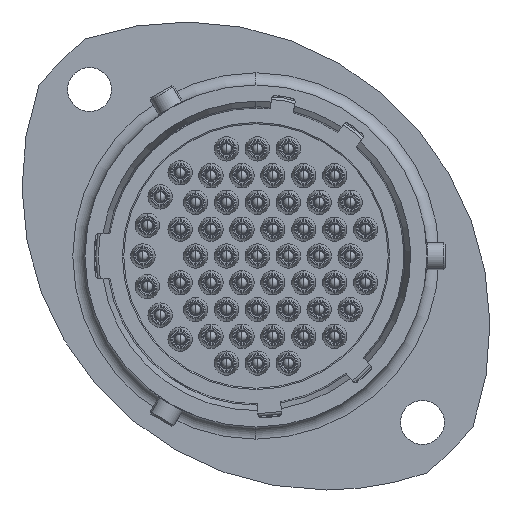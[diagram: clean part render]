
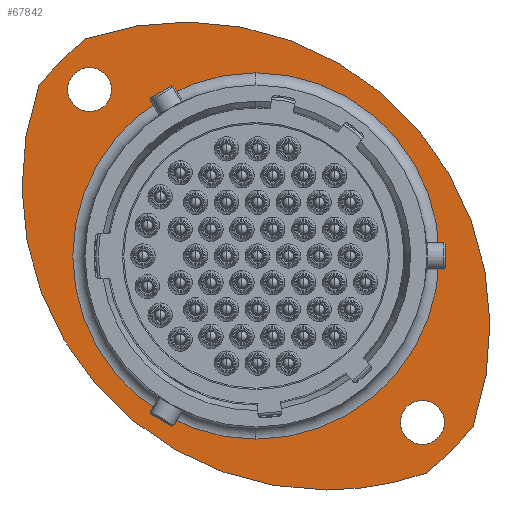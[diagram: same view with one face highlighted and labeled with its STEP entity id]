
A CAD part, left-side view. The second image highlights one B-rep face of the part: STEP entity #67842.
In plain terms, the highlighted planar face has unit normal (-1, 0, 0).
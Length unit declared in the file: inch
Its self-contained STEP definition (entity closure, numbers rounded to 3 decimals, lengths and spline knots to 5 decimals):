
#25340 = CARTESIAN_POINT ( 'NONE',  ( 0.22853, -0.3102, -0.58694 ) ) ;
#25383 = CARTESIAN_POINT ( 'NONE',  ( 0.22853, -0.3102, -0.7149 ) ) ;
#25417 = CARTESIAN_POINT ( 'NONE',  ( 0.22853, -0.03042, -0.84774 ) ) ;
#27057 = CARTESIAN_POINT ( 'NONE',  ( 0.22853, 0.65859, 0.38185 ) ) ;
#27072 = CARTESIAN_POINT ( 'NONE',  ( 0.22853, 0.1742, -0.69979 ) ) ;
#27082 = CARTESIAN_POINT ( 'NONE',  ( 0.22853, 0.1742, 0.36674 ) ) ;
#27103 = CARTESIAN_POINT ( 'NONE',  ( 0.22853, -0.32129, -0.79862 ) ) ;
#27117 = CARTESIAN_POINT ( 'NONE',  ( 0.22853, 0.65859, 0.25389 ) ) ;
#27260 = CARTESIAN_POINT ( 'NONE',  ( 0.22853, 0.66968, 0.46557 ) ) ;
#27299 = CARTESIAN_POINT ( 'NONE',  ( 0.22853, 0.80629, 0.32896 ) ) ;
#27574 = CARTESIAN_POINT ( 'NONE',  ( 0.22853, -0.4579, -0.66201 ) ) ;
#30946 = AXIS2_PLACEMENT_3D ( 'NONE', #33823, #33824, #33825 ) ;
#33788 = PLANE ( 'NONE',  #30946 ) ;
#33789 = FACE_BOUND ( 'NONE', #65858, .T. ) ;
#33793 = FACE_BOUND ( 'NONE', #65972, .T. ) ;
#33797 = FACE_BOUND ( 'NONE', #64948, .T. ) ;
#33800 = FACE_OUTER_BOUND ( 'NONE', #64909, .T. ) ;
#33823 = CARTESIAN_POINT ( 'NONE',  ( 0.22853, 0.67203, -0.16652 ) ) ;
#33824 = DIRECTION ( 'NONE',  ( 1., 0., 0. ) ) ;
#33825 = DIRECTION ( 'NONE',  ( 0., 0., -1. ) ) ;
#53686 = ORIENTED_EDGE ( 'NONE', *, *, #56128, .F. ) ;
#53687 = ORIENTED_EDGE ( 'NONE', *, *, #56357, .F. ) ;
#53688 = ORIENTED_EDGE ( 'NONE', *, *, #56320, .T. ) ;
#53689 = ORIENTED_EDGE ( 'NONE', *, *, #55990, .T. ) ;
#53690 = ORIENTED_EDGE ( 'NONE', *, *, #55956, .F. ) ;
#53691 = ORIENTED_EDGE ( 'NONE', *, *, #56311, .F. ) ;
#53692 = ORIENTED_EDGE ( 'NONE', *, *, #56293, .T. ) ;
#53693 = ORIENTED_EDGE ( 'NONE', *, *, #55980, .T. ) ;
#53694 = ORIENTED_EDGE ( 'NONE', *, *, #56317, .T. ) ;
#53695 = ORIENTED_EDGE ( 'NONE', *, *, #56314, .T. ) ;
#53696 = ORIENTED_EDGE ( 'NONE', *, *, #56374, .T. ) ;
#55956 = EDGE_CURVE ( 'NONE', #66151, #66113, #78899, .T. ) ;
#55980 = EDGE_CURVE ( 'NONE', #63783, #66143, #78981, .T. ) ;
#55990 = EDGE_CURVE ( 'NONE', #66129, #66123, #79014, .T. ) ;
#56128 = EDGE_CURVE ( 'NONE', #63747, #63714, #79423, .T. ) ;
#56293 = EDGE_CURVE ( 'NONE', #66283, #63783, #80091, .T. ) ;
#56311 = EDGE_CURVE ( 'NONE', #66113, #66151, #80138, .T. ) ;
#56314 = EDGE_CURVE ( 'NONE', #66457, #66257, #80134, .T. ) ;
#56317 = EDGE_CURVE ( 'NONE', #66143, #66457, #80155, .T. ) ;
#56320 = EDGE_CURVE ( 'NONE', #66123, #66129, #80164, .T. ) ;
#56357 = EDGE_CURVE ( 'NONE', #63714, #63747, #80231, .T. ) ;
#56374 = EDGE_CURVE ( 'NONE', #66257, #66283, #80253, .T. ) ;
#63714 = VERTEX_POINT ( 'NONE', #25340 ) ;
#63747 = VERTEX_POINT ( 'NONE', #25383 ) ;
#63783 = VERTEX_POINT ( 'NONE', #25417 ) ;
#64909 = EDGE_LOOP ( 'NONE', ( #53692, #53693, #53694, #53695, #53696 ) ) ;
#64948 = EDGE_LOOP ( 'NONE', ( #53690, #53691 ) ) ;
#65858 = EDGE_LOOP ( 'NONE', ( #53686, #53687 ) ) ;
#65972 = EDGE_LOOP ( 'NONE', ( #53688, #53689 ) ) ;
#66113 = VERTEX_POINT ( 'NONE', #27057 ) ;
#66123 = VERTEX_POINT ( 'NONE', #27072 ) ;
#66129 = VERTEX_POINT ( 'NONE', #27082 ) ;
#66143 = VERTEX_POINT ( 'NONE', #27103 ) ;
#66151 = VERTEX_POINT ( 'NONE', #27117 ) ;
#66257 = VERTEX_POINT ( 'NONE', #27260 ) ;
#66283 = VERTEX_POINT ( 'NONE', #27299 ) ;
#66457 = VERTEX_POINT ( 'NONE', #27574 ) ;
#67842 = ADVANCED_FACE ( 'NONE', ( #33789, #33793, #33797, #33800 ), #33788, .F. ) ;
#74808 = CARTESIAN_POINT ( 'NONE',  ( 0.22853, 0.65859, 0.31787 ) ) ;
#74810 = DIRECTION ( 'NONE',  ( -1., 0., 0. ) ) ;
#74812 = DIRECTION ( 'NONE',  ( 0., 0., -1. ) ) ;
#75083 = CARTESIAN_POINT ( 'NONE',  ( 0.22853, -0.03042, 0.03809 ) ) ;
#75086 = DIRECTION ( 'NONE',  ( -1., 0., 0. ) ) ;
#75089 = DIRECTION ( 'NONE',  ( 0., 0., -1. ) ) ;
#75181 = CARTESIAN_POINT ( 'NONE',  ( 0.22853, 0.1742, -0.16652 ) ) ;
#75184 = DIRECTION ( 'NONE',  ( 1., 0., 0. ) ) ;
#75187 = DIRECTION ( 'NONE',  ( 0., 0., -1. ) ) ;
#78899 = CIRCLE ( 'NONE', #78910, 0.06398 ) ;
#78910 = AXIS2_PLACEMENT_3D ( 'NONE', #74808, #74810, #74812 ) ;
#78981 = CIRCLE ( 'NONE', #78990, 0.88583 ) ;
#78990 = AXIS2_PLACEMENT_3D ( 'NONE', #75083, #75086, #75089 ) ;
#79014 = CIRCLE ( 'NONE', #79022, 0.53327 ) ;
#79022 = AXIS2_PLACEMENT_3D ( 'NONE', #75181, #75184, #75187 ) ;
#79423 = CIRCLE ( 'NONE', #79427, 0.06398 ) ;
#79427 = AXIS2_PLACEMENT_3D ( 'NONE', #81255, #81257, #81258 ) ;
#80091 = CIRCLE ( 'NONE', #80096, 0.88583 ) ;
#80096 = AXIS2_PLACEMENT_3D ( 'NONE', #83201, #83203, #83205 ) ;
#80134 = CIRCLE ( 'NONE', #80154, 0.88583 ) ;
#80138 = CIRCLE ( 'NONE', #80143, 0.06398 ) ;
#80143 = AXIS2_PLACEMENT_3D ( 'NONE', #83308, #83309, #83310 ) ;
#80154 = AXIS2_PLACEMENT_3D ( 'NONE', #83323, #83324, #83326 ) ;
#80155 = CIRCLE ( 'NONE', #80161, 0.80315 ) ;
#80161 = AXIS2_PLACEMENT_3D ( 'NONE', #83341, #83343, #83345 ) ;
#80164 = CIRCLE ( 'NONE', #80167, 0.53327 ) ;
#80167 = AXIS2_PLACEMENT_3D ( 'NONE', #83360, #83362, #83364 ) ;
#80231 = CIRCLE ( 'NONE', #80233, 0.06398 ) ;
#80233 = AXIS2_PLACEMENT_3D ( 'NONE', #83566, #83567, #83568 ) ;
#80253 = CIRCLE ( 'NONE', #80257, 0.80315 ) ;
#80257 = AXIS2_PLACEMENT_3D ( 'NONE', #83621, #83622, #83623 ) ;
#81255 = CARTESIAN_POINT ( 'NONE',  ( 0.22853, -0.3102, -0.65092 ) ) ;
#81257 = DIRECTION ( 'NONE',  ( -1., 0., 0. ) ) ;
#81258 = DIRECTION ( 'NONE',  ( 0., 0., -1. ) ) ;
#83201 = CARTESIAN_POINT ( 'NONE',  ( 0.22853, -0.03042, 0.03809 ) ) ;
#83203 = DIRECTION ( 'NONE',  ( -1., 0., 0. ) ) ;
#83205 = DIRECTION ( 'NONE',  ( 0., 0., -1. ) ) ;
#83308 = CARTESIAN_POINT ( 'NONE',  ( 0.22853, 0.65859, 0.31787 ) ) ;
#83309 = DIRECTION ( 'NONE',  ( -1., 0., 0. ) ) ;
#83310 = DIRECTION ( 'NONE',  ( 0., 0., -1. ) ) ;
#83323 = CARTESIAN_POINT ( 'NONE',  ( 0.22853, 0.37881, -0.37114 ) ) ;
#83324 = DIRECTION ( 'NONE',  ( -1., 0., 0. ) ) ;
#83326 = DIRECTION ( 'NONE',  ( 0., 0., -1. ) ) ;
#83341 = CARTESIAN_POINT ( 'NONE',  ( 0.22853, 0.1742, -0.16652 ) ) ;
#83343 = DIRECTION ( 'NONE',  ( -1., 0., 0. ) ) ;
#83345 = DIRECTION ( 'NONE',  ( 0., 0., 1. ) ) ;
#83360 = CARTESIAN_POINT ( 'NONE',  ( 0.22853, 0.1742, -0.16652 ) ) ;
#83362 = DIRECTION ( 'NONE',  ( 1., 0., 0. ) ) ;
#83364 = DIRECTION ( 'NONE',  ( 0., 0., -1. ) ) ;
#83566 = CARTESIAN_POINT ( 'NONE',  ( 0.22853, -0.3102, -0.65092 ) ) ;
#83567 = DIRECTION ( 'NONE',  ( -1., 0., 0. ) ) ;
#83568 = DIRECTION ( 'NONE',  ( 0., 0., -1. ) ) ;
#83621 = CARTESIAN_POINT ( 'NONE',  ( 0.22853, 0.1742, -0.16652 ) ) ;
#83622 = DIRECTION ( 'NONE',  ( -1., 0., 0. ) ) ;
#83623 = DIRECTION ( 'NONE',  ( 0., 0., 1. ) ) ;
